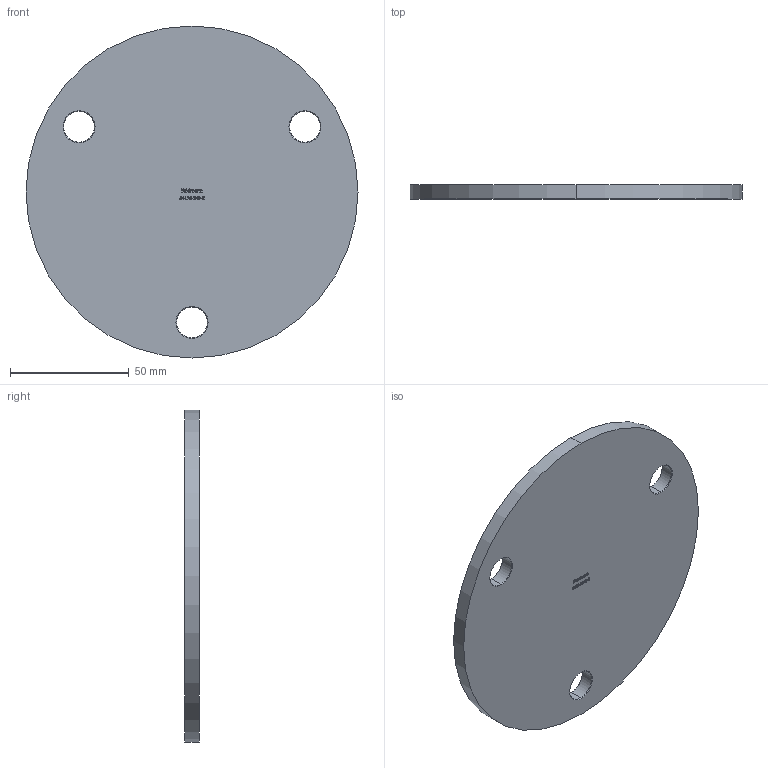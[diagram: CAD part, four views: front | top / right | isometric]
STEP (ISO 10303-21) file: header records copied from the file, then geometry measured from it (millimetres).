
FILE_DESCRIPTION (( 'STEP AP203' ), '1' );
FILE_NAME ('54126-240-R.step', '2020-10-21T11:02:24', ( '' ), ( '' ), 'SwSTEP 2.0', 'SolidWorks 2018', '' );
FILE_SCHEMA (( 'CONFIG_CONTROL_DESIGN' ));
Length unit declared in the file: millimetre
Products named in the file (2): 54126-240-R
Bounding box: 140 x 6 x 140 mm (x, y, z)
Volume: 89965.3 mm3; surface area: 33340.1 mm2
Topology: 1 solids, 1 shells, 266 faces, 699 edges, 462 vertices
Faces by surface type: plane 155, bspline 91, cone 12, cylinder 8
Entity records: 13224 total; most frequent: CARTESIAN_POINT 7088, ORIENTED_EDGE 1398, DIRECTION 899, EDGE_CURVE 699, VECTOR 489, LINE 489, VERTEX_POINT 462, EDGE_LOOP 299
